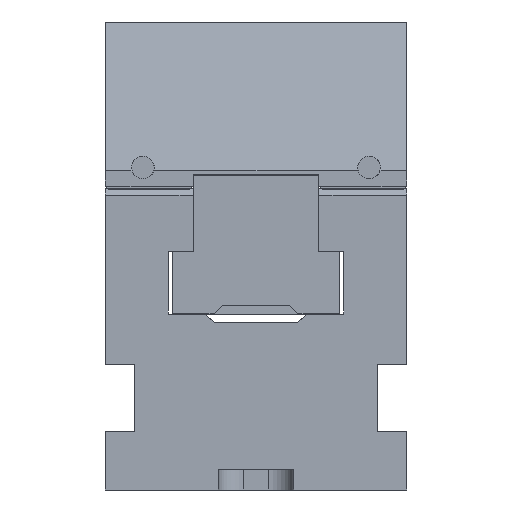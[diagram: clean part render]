
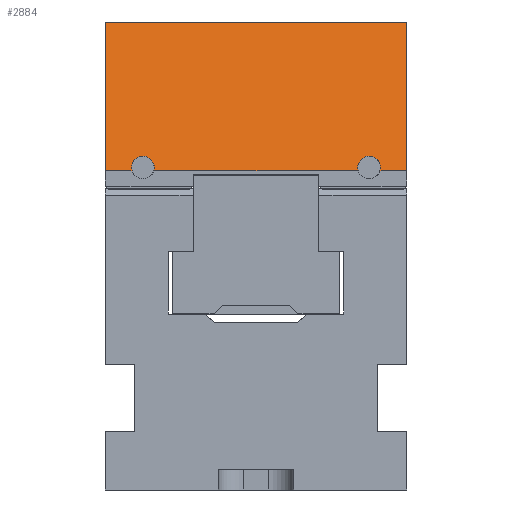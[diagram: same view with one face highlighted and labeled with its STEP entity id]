
A CAD part, front view. The second image highlights one B-rep face of the part: STEP entity #2884.
In plain terms, the highlighted face is planar.
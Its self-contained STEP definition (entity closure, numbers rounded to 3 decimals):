
#2884 = ADVANCED_FACE( '', ( #6863 ), #6864, .F. );
#6863 = FACE_OUTER_BOUND( '', #12109, .T. );
#6864 = PLANE( '', #12110 );
#12109 = EDGE_LOOP( '', ( #20296, #20297, #20298, #20299, #20300, #20301, #20302, #20303 ) );
#12110 = AXIS2_PLACEMENT_3D( '', #20304, #20305, #20306 );
#20296 = ORIENTED_EDGE( '', *, *, #31933, .T. );
#20297 = ORIENTED_EDGE( '', *, *, #34566, .T. );
#20298 = ORIENTED_EDGE( '', *, *, #31931, .T. );
#20299 = ORIENTED_EDGE( '', *, *, #34567, .T. );
#20300 = ORIENTED_EDGE( '', *, *, #34568, .F. );
#20301 = ORIENTED_EDGE( '', *, *, #34569, .F. );
#20302 = ORIENTED_EDGE( '', *, *, #31935, .T. );
#20303 = ORIENTED_EDGE( '', *, *, #32513, .T. );
#20304 = CARTESIAN_POINT( '', ( 36., 14.5, 20. ) );
#20305 = DIRECTION( '', ( 0., -0.966, -0.259 ) );
#20306 = DIRECTION( '', ( 0., 0.259, -0.966 ) );
#31931 = EDGE_CURVE( '', #38333, #38331, #38334, .T. );
#31933 = EDGE_CURVE( '', #38337, #38335, #38338, .T. );
#31935 = EDGE_CURVE( '', #38341, #38339, #38342, .T. );
#32513 = EDGE_CURVE( '', #38339, #38337, #39384, .T. );
#34566 = EDGE_CURVE( '', #38335, #38333, #42849, .T. );
#34567 = EDGE_CURVE( '', #38331, #42850, #42851, .T. );
#34568 = EDGE_CURVE( '', #42852, #42850, #42853, .T. );
#34569 = EDGE_CURVE( '', #38341, #42852, #42854, .T. );
#38331 = VERTEX_POINT( '', #47896 );
#38333 = VERTEX_POINT( '', #47899 );
#38334 = LINE( '', #47900, #47901 );
#38335 = VERTEX_POINT( '', #47902 );
#38337 = VERTEX_POINT( '', #47904 );
#38338 = LINE( '', #47905, #47906 );
#38339 = VERTEX_POINT( '', #47907 );
#38341 = VERTEX_POINT( '', #47909 );
#38342 = LINE( '', #47910, #47911 );
#39384 = ELLIPSE( '', #49419, 2.795, 2.7 );
#42849 = ELLIPSE( '', #54524, 2.795, 2.7 );
#42850 = VERTEX_POINT( '', #54525 );
#42851 = LINE( '', #54526, #54527 );
#42852 = VERTEX_POINT( '', #54528 );
#42853 = LINE( '', #54529, #54530 );
#42854 = LINE( '', #54531, #54532 );
#47896 = CARTESIAN_POINT( '', ( -36., 24., -15.454 ) );
#47899 = CARTESIAN_POINT( '', ( -29.592, 24., -15.454 ) );
#47900 = CARTESIAN_POINT( '', ( 36., 24., -15.454 ) );
#47901 = VECTOR( '', #61847, 1000. );
#47902 = CARTESIAN_POINT( '', ( -24.408, 24., -15.454 ) );
#47904 = CARTESIAN_POINT( '', ( 24.408, 24., -15.454 ) );
#47905 = CARTESIAN_POINT( '', ( 36., 24., -15.454 ) );
#47906 = VECTOR( '', #61851, 1000. );
#47907 = CARTESIAN_POINT( '', ( 29.592, 24., -15.454 ) );
#47909 = CARTESIAN_POINT( '', ( 36., 24., -15.454 ) );
#47910 = CARTESIAN_POINT( '', ( 36., 24., -15.454 ) );
#47911 = VECTOR( '', #61855, 1000. );
#49419 = AXIS2_PLACEMENT_3D( '', #62373, #62374, #62375 );
#54524 = AXIS2_PLACEMENT_3D( '', #64223, #64224, #64225 );
#54525 = CARTESIAN_POINT( '', ( -36., 14.5, 20. ) );
#54526 = CARTESIAN_POINT( '', ( -36., 14.5, 20. ) );
#54527 = VECTOR( '', #64226, 1000. );
#54528 = CARTESIAN_POINT( '', ( 36., 14.5, 20. ) );
#54529 = CARTESIAN_POINT( '', ( 36., 14.5, 20. ) );
#54530 = VECTOR( '', #64227, 1000. );
#54531 = CARTESIAN_POINT( '', ( 36., 14.5, 20. ) );
#54532 = VECTOR( '', #64228, 1000. );
#61847 = DIRECTION( '', ( -1., 0., 0. ) );
#61851 = DIRECTION( '', ( -1., 0., 0. ) );
#61855 = DIRECTION( '', ( -1., 0., 0. ) );
#62373 = CARTESIAN_POINT( '', ( 27., 23.798, -14.7 ) );
#62374 = DIRECTION( '', ( 0., -0.966, -0.259 ) );
#62375 = DIRECTION( '', ( 0., 0.259, -0.966 ) );
#64223 = CARTESIAN_POINT( '', ( -27., 23.798, -14.7 ) );
#64224 = DIRECTION( '', ( 0., -0.966, -0.259 ) );
#64225 = DIRECTION( '', ( 0., 0.259, -0.966 ) );
#64226 = DIRECTION( '', ( 0., -0.259, 0.966 ) );
#64227 = DIRECTION( '', ( -1., 0., 0. ) );
#64228 = DIRECTION( '', ( 0., -0.259, 0.966 ) );
